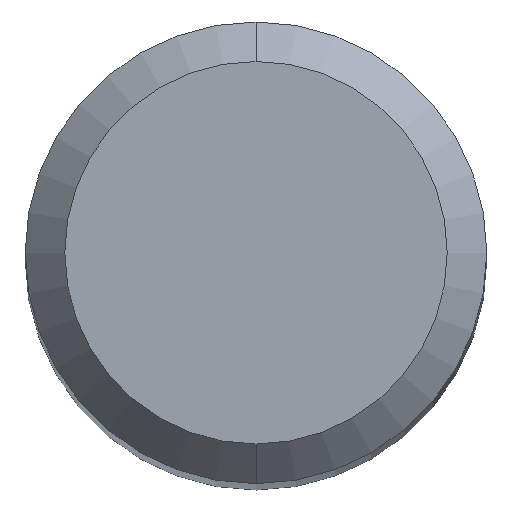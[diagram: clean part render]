
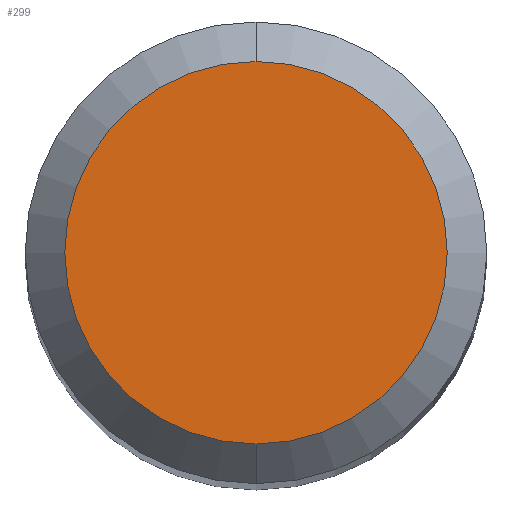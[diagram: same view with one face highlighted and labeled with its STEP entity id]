
A CAD part, top view. The second image highlights one B-rep face of the part: STEP entity #299.
In plain terms, the highlighted planar face has unit normal (0, 0, 1).
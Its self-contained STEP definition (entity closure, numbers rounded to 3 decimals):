
#133=EDGE_CURVE('',#279,#171,#349,.T.);
#171=VERTEX_POINT('',#394);
#197=EDGE_CURVE('',#171,#279,#420,.T.);
#279=VERTEX_POINT('',#512);
#299=ADVANCED_FACE('',(#535),#536,.T.);
#349=CIRCLE('',#583,1.45);
#394=CARTESIAN_POINT('',(0.,-1.45,0.0));
#420=CIRCLE('',#675,1.45);
#512=CARTESIAN_POINT('',(0.0,1.45,0.0));
#535=FACE_OUTER_BOUND('',#823,.T.);
#536=PLANE('',#824);
#583=AXIS2_PLACEMENT_3D('',#873,#874,#875);
#675=AXIS2_PLACEMENT_3D('',#962,#963,#964);
#823=EDGE_LOOP('',(#1108,#1109));
#824=AXIS2_PLACEMENT_3D('',#1110,#1111,#1112);
#873=CARTESIAN_POINT('',(0.0,0.0,0.0));
#874=DIRECTION('',(0.0,0.0,-1.0));
#875=DIRECTION('',(0.0,1.0,0.0));
#962=CARTESIAN_POINT('',(0.0,0.0,0.0));
#963=DIRECTION('',(0.0,0.0,-1.0));
#964=DIRECTION('',(0.0,1.0,0.0));
#1108=ORIENTED_EDGE('',*,*,#133,.F.);
#1109=ORIENTED_EDGE('',*,*,#197,.F.);
#1110=CARTESIAN_POINT('',(0.0,0.725,0.0));
#1111=DIRECTION('',(-0.0,0.0,1.0));
#1112=DIRECTION('',(0.0,-1.0,0.0));
